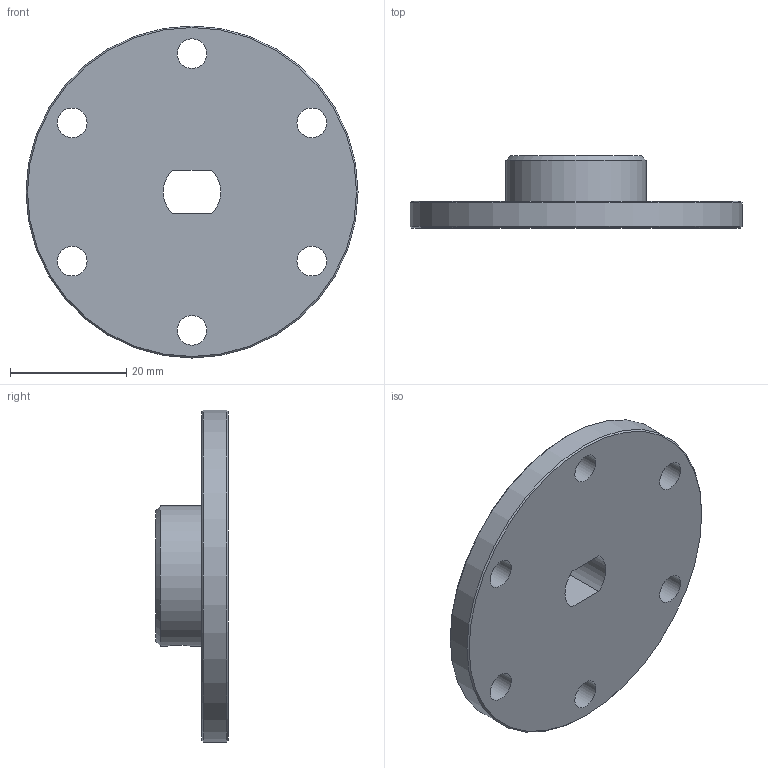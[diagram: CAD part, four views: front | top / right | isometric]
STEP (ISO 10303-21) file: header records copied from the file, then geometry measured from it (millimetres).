
FILE_DESCRIPTION (( 'STEP AP214' ), '1' );
FILE_NAME ('am-2279 10mm DD Bore Hub.STEP', '2018-11-15T15:47:31', ( '' ), ( '' ), 'SwSTEP 2.0', 'SolidWorks 2018', '' );
FILE_SCHEMA (( 'AUTOMOTIVE_DESIGN' ));
Length unit declared in the file: inch
Products named in the file (1): am-2279 10mm DD Bore Hub
Bounding box: 57.15 x 12.45 x 57.15 mm (x, y, z)
Volume: 13800.2 mm3; surface area: 6974 mm2
Topology: 1 solids, 1 shells, 19 faces, 50 edges, 33 vertices
Faces by surface type: cylinder 11, plane 5, cone 3
Full cylindrical faces by diameter (mm): 4.039 x1, 5.105 x6, 24.13 x1, 57.15 x1
Entity records: 624 total; most frequent: CARTESIAN_POINT 137, DIRECTION 96, ORIENTED_EDGE 66, EDGE_LOOP 48, AXIS2_PLACEMENT_3D 44, EDGE_CURVE 33, VERTEX_POINT 29, FACE_OUTER_BOUND 28
